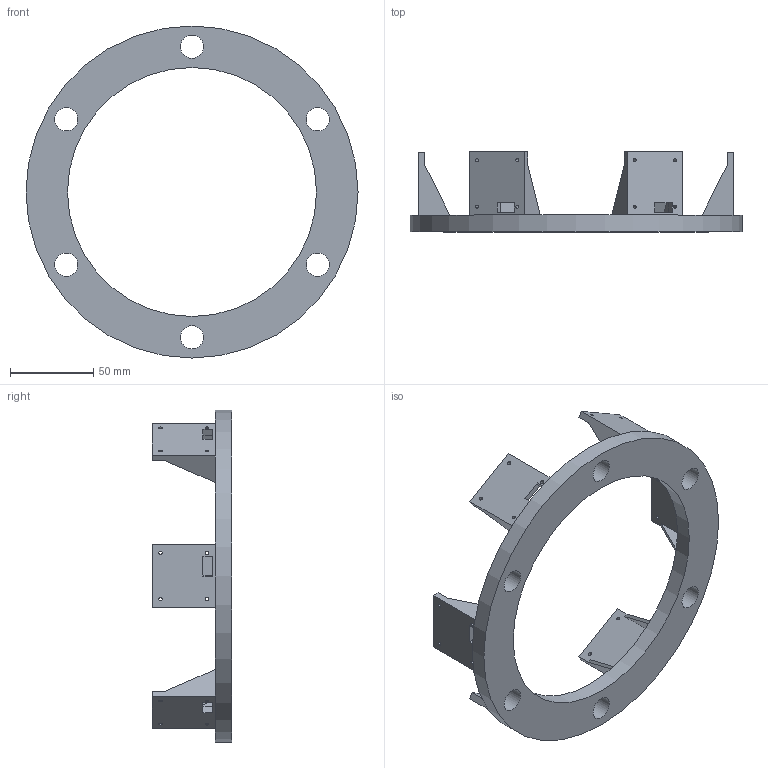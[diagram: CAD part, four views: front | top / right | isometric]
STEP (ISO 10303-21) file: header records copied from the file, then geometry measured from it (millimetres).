
FILE_DESCRIPTION(/* description */ (''),/* implementation_level */ '2;1');
FILE_NAME(/* name */ '支座.stp',/* time_stamp */ '2021-11-17T12:03:31+08:00',/* author */ ('Administrator'),/* organization */ (''),/* preprocessor_version */ 'ST-DEVELOPER v16.5',/* originating_system */ 'Autodesk Inventor 2017',/* authorisation */ '');
FILE_SCHEMA (('AUTOMOTIVE_DESIGN { 1 0 10303 214 3 1 1 }'));
Length unit declared in the file: millimetre
Products named in the file (1): 支座
Bounding box: 200 x 48 x 200 mm (x, y, z)
Volume: 166234.8 mm3; surface area: 64005.6 mm2
Topology: 1 solids, 1 shells, 112 faces, 312 edges, 208 vertices
Faces by surface type: plane 80, cylinder 32
Full cylindrical faces by diameter (mm): 2 x24, 14 x6, 150 x1, 200 x1
Entity records: 3592 total; most frequent: CARTESIAN_POINT 601, DIRECTION 570, ORIENTED_EDGE 560, EDGE_CURVE 280, EDGE_LOOP 224, LINE 216, VECTOR 216, VERTEX_POINT 208
